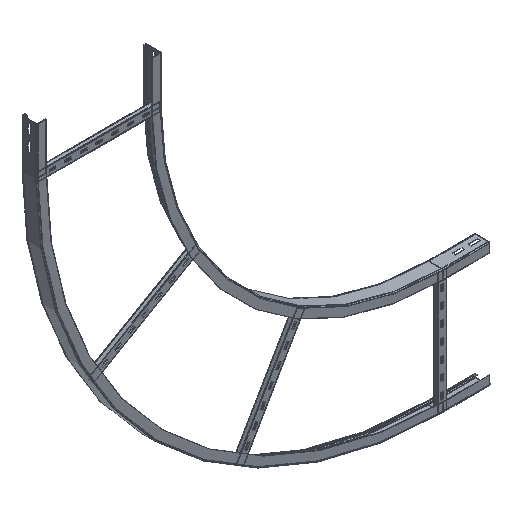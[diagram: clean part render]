
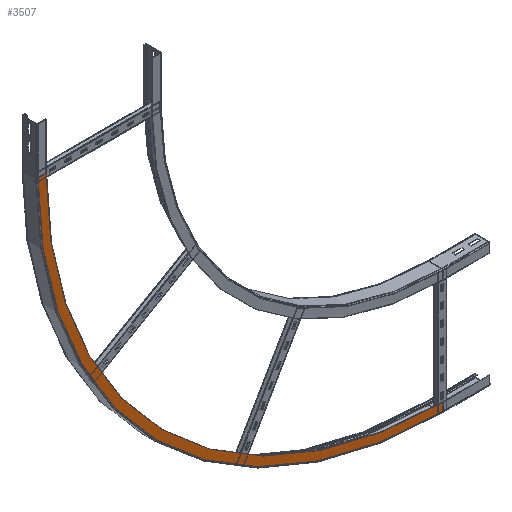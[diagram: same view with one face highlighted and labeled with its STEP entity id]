
A CAD part, isometric view. The second image highlights one B-rep face of the part: STEP entity #3507.
In plain terms, the highlighted planar face has unit normal (0, -1, 0).
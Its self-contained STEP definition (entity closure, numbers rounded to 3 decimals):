
#159=CIRCLE('',#3860,1296.);
#161=CIRCLE('',#3863,1269.);
#345=FACE_OUTER_BOUND('',#567,.T.);
#567=EDGE_LOOP('',(#2793,#2794,#2795,#2796));
#848=LINE('',#5451,#1244);
#894=LINE('',#5600,#1290);
#1244=VECTOR('',#4428,10.);
#1290=VECTOR('',#4592,10.);
#1597=VERTEX_POINT('',#5444);
#1599=VERTEX_POINT('',#5450);
#1642=VERTEX_POINT('',#5594);
#1643=VERTEX_POINT('',#5598);
#1972=EDGE_CURVE('',#1597,#1599,#848,.T.);
#2044=EDGE_CURVE('',#1642,#1597,#159,.T.);
#2046=EDGE_CURVE('',#1643,#1599,#161,.T.);
#2047=EDGE_CURVE('',#1643,#1642,#894,.T.);
#2793=ORIENTED_EDGE('',*,*,#1972,.T.);
#2794=ORIENTED_EDGE('',*,*,#2046,.F.);
#2795=ORIENTED_EDGE('',*,*,#2047,.T.);
#2796=ORIENTED_EDGE('',*,*,#2044,.T.);
#3312=PLANE('',#3862);
#3507=ADVANCED_FACE('',(#345),#3312,.T.);
#3860=AXIS2_PLACEMENT_3D('',#5595,#4584,#4585);
#3862=AXIS2_PLACEMENT_3D('',#5597,#4588,#4589);
#3863=AXIS2_PLACEMENT_3D('',#5599,#4590,#4591);
#4428=DIRECTION('',(0.,0.,1.));
#4584=DIRECTION('center_axis',(0.,-1.,0.));
#4585=DIRECTION('ref_axis',(-1.,0.,0.));
#4588=DIRECTION('center_axis',(0.,-1.,0.));
#4589=DIRECTION('ref_axis',(0.,0.,-1.));
#4590=DIRECTION('center_axis',(0.,-1.,0.));
#4591=DIRECTION('ref_axis',(-1.,0.,0.));
#4592=DIRECTION('',(-1.,0.,0.));
#5444=CARTESIAN_POINT('',(1269.,0.,-1296.));
#5450=CARTESIAN_POINT('',(1269.,0.,-1269.));
#5451=CARTESIAN_POINT('',(1269.,0.,-1296.));
#5594=CARTESIAN_POINT('',(-27.,0.,0.));
#5595=CARTESIAN_POINT('Origin',(1269.,0.,0.));
#5597=CARTESIAN_POINT('Origin',(1269.,0.,-1296.));
#5598=CARTESIAN_POINT('',(0.,0.,0.));
#5599=CARTESIAN_POINT('Origin',(1269.,0.,0.));
#5600=CARTESIAN_POINT('',(-86.572,0.,0.));
